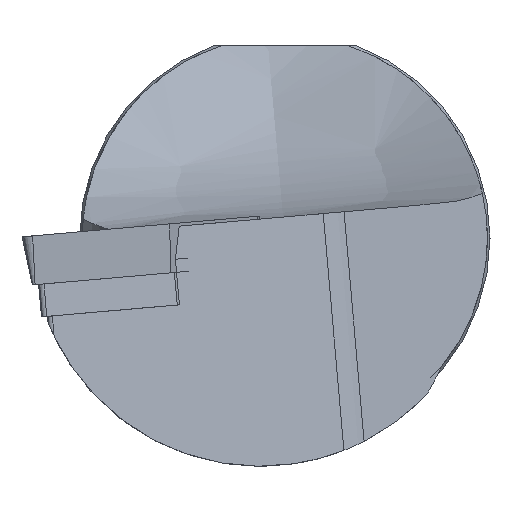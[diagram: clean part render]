
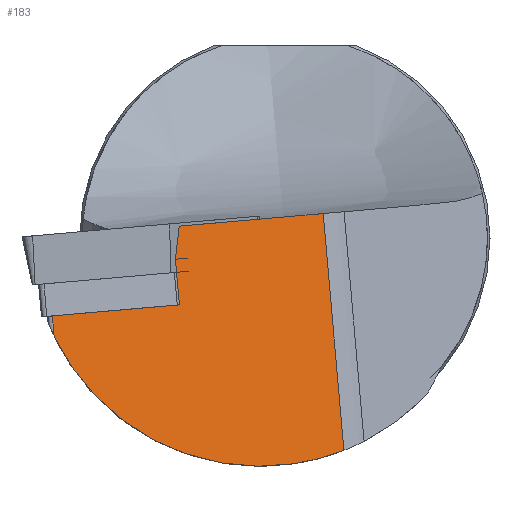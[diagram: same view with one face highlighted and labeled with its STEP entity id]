
A CAD part, left-side view. The second image highlights one B-rep face of the part: STEP entity #183.
In plain terms, the highlighted planar face has unit normal (-0.954, -0.298, 0.026).
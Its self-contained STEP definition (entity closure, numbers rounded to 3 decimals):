
#130=ELLIPSE('',#911,23.322,22.25);
#136=B_SPLINE_CURVE_WITH_KNOTS('',3,(#1166,#1167,#1168,#1169),
 .UNSPECIFIED.,.F.,.F.,(4,4),(0.,1.),.UNSPECIFIED.);
#156=B_SPLINE_CURVE_WITH_KNOTS('',3,(#1922,#1923,#1924,#1925),
 .UNSPECIFIED.,.F.,.F.,(4,4),(0.,1.),.UNSPECIFIED.);
#183=ADVANCED_FACE('',(#253),#218,.F.);
#218=PLANE('',#912);
#253=FACE_OUTER_BOUND('',#299,.T.);
#299=EDGE_LOOP('',(#429,#430,#431,#432,#433,#434,#435,#436,#437));
#429=ORIENTED_EDGE('',*,*,#706,.T.);
#430=ORIENTED_EDGE('',*,*,#707,.F.);
#431=ORIENTED_EDGE('',*,*,#708,.T.);
#432=ORIENTED_EDGE('',*,*,#709,.T.);
#433=ORIENTED_EDGE('',*,*,#698,.T.);
#434=ORIENTED_EDGE('',*,*,#660,.T.);
#435=ORIENTED_EDGE('',*,*,#710,.T.);
#436=ORIENTED_EDGE('',*,*,#656,.T.);
#437=ORIENTED_EDGE('',*,*,#711,.T.);
#580=VERTEX_POINT('',#1157);
#582=VERTEX_POINT('',#1160);
#584=VERTEX_POINT('',#1170);
#585=VERTEX_POINT('',#1171);
#613=VERTEX_POINT('',#1926);
#618=VERTEX_POINT('',#2270);
#619=VERTEX_POINT('',#2271);
#620=VERTEX_POINT('',#2273);
#621=VERTEX_POINT('',#2275);
#656=EDGE_CURVE('',#582,#580,#770,.T.);
#660=EDGE_CURVE('',#584,#585,#136,.T.);
#698=EDGE_CURVE('',#613,#584,#156,.T.);
#706=EDGE_CURVE('',#618,#619,#781,.T.);
#707=EDGE_CURVE('',#620,#619,#782,.T.);
#708=EDGE_CURVE('',#620,#621,#130,.T.);
#709=EDGE_CURVE('',#621,#613,#783,.T.);
#710=EDGE_CURVE('',#585,#582,#784,.T.);
#711=EDGE_CURVE('',#580,#618,#785,.T.);
#770=LINE('',#1159,#829);
#781=LINE('',#2269,#840);
#782=LINE('',#2272,#841);
#783=LINE('',#2276,#842);
#784=LINE('',#2277,#843);
#785=LINE('',#2278,#844);
#829=VECTOR('',#962,1.);
#840=VECTOR('',#1019,1.);
#841=VECTOR('',#1020,1.);
#842=VECTOR('',#1023,1.);
#843=VECTOR('',#1024,1.);
#844=VECTOR('',#1025,1.);
#911=AXIS2_PLACEMENT_3D('',#2274,#1021,#1022);
#912=AXIS2_PLACEMENT_3D('',#2279,#1026,#1027);
#962=DIRECTION('',(0.,-0.087,-0.996));
#1019=DIRECTION('',(-0.3,0.95,-0.083));
#1020=DIRECTION('',(0.,0.087,0.996));
#1021=DIRECTION('',(-0.954,-0.299,0.026));
#1022=DIRECTION('',(-0.3,0.95,-0.083));
#1023=DIRECTION('',(0.,0.087,0.996));
#1024=DIRECTION('',(-0.063,0.114,-0.992));
#1025=DIRECTION('',(0.,-0.087,-0.996));
#1026=DIRECTION('',(0.954,0.299,-0.026));
#1027=DIRECTION('',(0.299,-0.954,0.));
#1157=CARTESIAN_POINT('',(5.994,-1.703,-3.34));
#1159=CARTESIAN_POINT('',(5.994,1.103,28.737));
#1160=CARTESIAN_POINT('',(5.994,-1.592,-2.064));
#1166=CARTESIAN_POINT('',(6.336,-2.401,1.198));
#1167=CARTESIAN_POINT('',(6.29,-2.254,1.185));
#1168=CARTESIAN_POINT('',(6.244,-2.108,1.173));
#1169=CARTESIAN_POINT('',(6.198,-1.961,1.16));
#1170=CARTESIAN_POINT('',(6.336,-2.401,1.198));
#1171=CARTESIAN_POINT('',(6.198,-1.961,1.16));
#1922=CARTESIAN_POINT('',(10.625,-16.002,2.388));
#1923=CARTESIAN_POINT('',(9.195,-11.468,1.992));
#1924=CARTESIAN_POINT('',(7.766,-6.934,1.595));
#1925=CARTESIAN_POINT('',(6.336,-2.401,1.198));
#1926=CARTESIAN_POINT('',(10.625,-16.002,2.388));
#2269=CARTESIAN_POINT('',(10.625,-16.667,-5.223));
#2270=CARTESIAN_POINT('',(5.994,-1.98,-6.508));
#2271=CARTESIAN_POINT('',(2.09,10.401,-7.591));
#2272=CARTESIAN_POINT('',(2.09,48.443,427.234));
#2273=CARTESIAN_POINT('',(2.09,10.229,-9.56));
#2274=CARTESIAN_POINT('',(8.638,-9.863,0.));
#2275=CARTESIAN_POINT('',(10.625,-18.022,-20.7));
#2276=CARTESIAN_POINT('',(10.625,21.375,429.602));
#2277=CARTESIAN_POINT('',(6.055,-1.703,-1.095));
#2278=CARTESIAN_POINT('',(5.994,1.103,28.737));
#2279=CARTESIAN_POINT('',(10.625,21.375,429.602));
